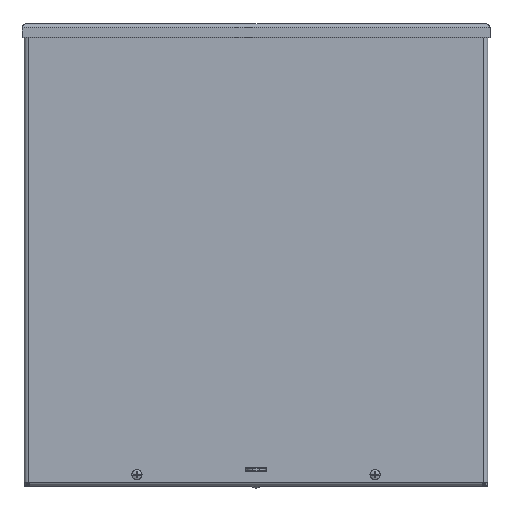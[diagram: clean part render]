
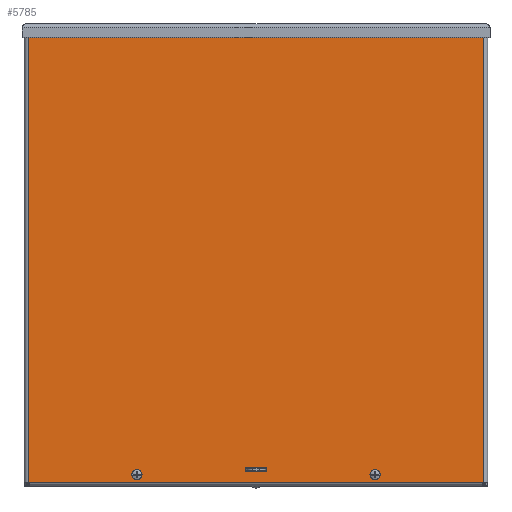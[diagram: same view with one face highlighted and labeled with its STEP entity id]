
A CAD part, top view. The second image highlights one B-rep face of the part: STEP entity #5785.
In plain terms, the highlighted face is planar.
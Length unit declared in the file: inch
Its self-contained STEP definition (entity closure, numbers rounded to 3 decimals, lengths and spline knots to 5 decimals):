
#252=FACE_BOUND('',#1172,.T.);
#253=FACE_BOUND('',#1173,.T.);
#254=FACE_BOUND('',#1174,.T.);
#255=FACE_BOUND('',#1175,.T.);
#256=FACE_BOUND('',#1176,.T.);
#445=PLANE('',#6270);
#753=FACE_OUTER_BOUND('',#1171,.T.);
#1171=EDGE_LOOP('',(#4608,#4609,#4610,#4611));
#1172=EDGE_LOOP('',(#4612));
#1173=EDGE_LOOP('',(#4613));
#1174=EDGE_LOOP('',(#4614,#4615,#4616,#4617,#4618,#4619,#4620,#4621));
#1175=EDGE_LOOP('',(#4622));
#1176=EDGE_LOOP('',(#4623));
#1620=LINE('',#9548,#2078);
#1624=LINE('',#9560,#2082);
#1628=LINE('',#9572,#2086);
#1633=LINE('',#9584,#2091);
#1635=LINE('',#9601,#2093);
#1642=LINE('',#9622,#2100);
#1647=LINE('',#9638,#2105);
#1649=LINE('',#9641,#2107);
#2078=VECTOR('',#7413,0.09375);
#2082=VECTOR('',#7425,0.78125);
#2086=VECTOR('',#7437,0.09375);
#2091=VECTOR('',#7450,0.78125);
#2093=VECTOR('',#7468,17.875);
#2100=VECTOR('',#7495,17.875);
#2105=VECTOR('',#7518,17.8125);
#2107=VECTOR('',#7522,17.8125);
#2360=CIRCLE('',#6223,0.125);
#2362=CIRCLE('',#6226,0.125);
#2363=CIRCLE('',#6228,0.03125);
#2365=CIRCLE('',#6232,0.03125);
#2367=CIRCLE('',#6236,0.03125);
#2369=CIRCLE('',#6240,0.03125);
#2372=CIRCLE('',#6245,0.125);
#2374=CIRCLE('',#6248,0.125);
#2741=VERTEX_POINT('',#9530);
#2743=VERTEX_POINT('',#9535);
#2744=VERTEX_POINT('',#9538);
#2745=VERTEX_POINT('',#9539);
#2748=VERTEX_POINT('',#9547);
#2750=VERTEX_POINT('',#9553);
#2752=VERTEX_POINT('',#9559);
#2754=VERTEX_POINT('',#9565);
#2756=VERTEX_POINT('',#9571);
#2758=VERTEX_POINT('',#9577);
#2761=VERTEX_POINT('',#9588);
#2763=VERTEX_POINT('',#9593);
#2765=VERTEX_POINT('',#9598);
#2766=VERTEX_POINT('',#9600);
#2769=VERTEX_POINT('',#9619);
#2770=VERTEX_POINT('',#9621);
#3371=EDGE_CURVE('',#2741,#2741,#2360,.T.);
#3373=EDGE_CURVE('',#2743,#2743,#2362,.T.);
#3374=EDGE_CURVE('',#2744,#2745,#2363,.T.);
#3378=EDGE_CURVE('',#2748,#2745,#1620,.T.);
#3381=EDGE_CURVE('',#2748,#2750,#2365,.T.);
#3384=EDGE_CURVE('',#2752,#2750,#1624,.T.);
#3387=EDGE_CURVE('',#2752,#2754,#2367,.T.);
#3390=EDGE_CURVE('',#2756,#2754,#1628,.T.);
#3393=EDGE_CURVE('',#2756,#2758,#2369,.T.);
#3397=EDGE_CURVE('',#2744,#2758,#1633,.T.);
#3399=EDGE_CURVE('',#2761,#2761,#2372,.T.);
#3401=EDGE_CURVE('',#2763,#2763,#2374,.T.);
#3404=EDGE_CURVE('',#2766,#2765,#1635,.T.);
#3415=EDGE_CURVE('',#2770,#2769,#1642,.T.);
#3423=EDGE_CURVE('',#2769,#2766,#1647,.T.);
#3425=EDGE_CURVE('',#2765,#2770,#1649,.T.);
#4608=ORIENTED_EDGE('',*,*,#3404,.T.);
#4609=ORIENTED_EDGE('',*,*,#3425,.T.);
#4610=ORIENTED_EDGE('',*,*,#3415,.T.);
#4611=ORIENTED_EDGE('',*,*,#3423,.T.);
#4612=ORIENTED_EDGE('',*,*,#3371,.T.);
#4613=ORIENTED_EDGE('',*,*,#3373,.T.);
#4614=ORIENTED_EDGE('',*,*,#3378,.T.);
#4615=ORIENTED_EDGE('',*,*,#3374,.F.);
#4616=ORIENTED_EDGE('',*,*,#3397,.T.);
#4617=ORIENTED_EDGE('',*,*,#3393,.F.);
#4618=ORIENTED_EDGE('',*,*,#3390,.T.);
#4619=ORIENTED_EDGE('',*,*,#3387,.F.);
#4620=ORIENTED_EDGE('',*,*,#3384,.T.);
#4621=ORIENTED_EDGE('',*,*,#3381,.F.);
#4622=ORIENTED_EDGE('',*,*,#3399,.T.);
#4623=ORIENTED_EDGE('',*,*,#3401,.T.);
#5785=ADVANCED_FACE('',(#753,#252,#253,#254,#255,#256),#445,.F.);
#6223=AXIS2_PLACEMENT_3D('',#9531,#7395,#7396);
#6226=AXIS2_PLACEMENT_3D('',#9536,#7401,#7402);
#6228=AXIS2_PLACEMENT_3D('',#9540,#7405,#7406);
#6232=AXIS2_PLACEMENT_3D('',#9554,#7418,#7419);
#6236=AXIS2_PLACEMENT_3D('',#9566,#7430,#7431);
#6240=AXIS2_PLACEMENT_3D('',#9578,#7442,#7443);
#6245=AXIS2_PLACEMENT_3D('',#9589,#7455,#7456);
#6248=AXIS2_PLACEMENT_3D('',#9594,#7461,#7462);
#6270=AXIS2_PLACEMENT_3D('',#9640,#7520,#7521);
#7395=DIRECTION('center_axis',(0.,0.,1.));
#7396=DIRECTION('ref_axis',(1.,0.,0.));
#7401=DIRECTION('center_axis',(0.,0.,1.));
#7402=DIRECTION('ref_axis',(1.,0.,0.));
#7405=DIRECTION('center_axis',(0.,0.,-1.));
#7406=DIRECTION('ref_axis',(0.707,0.707,0.));
#7413=DIRECTION('',(0.,1.,0.));
#7418=DIRECTION('center_axis',(0.,0.,-1.));
#7419=DIRECTION('ref_axis',(0.707,-0.707,0.));
#7425=DIRECTION('',(1.,0.,0.));
#7430=DIRECTION('center_axis',(0.,0.,-1.));
#7431=DIRECTION('ref_axis',(-0.707,-0.707,0.));
#7437=DIRECTION('',(0.,-1.,0.));
#7442=DIRECTION('center_axis',(0.,0.,-1.));
#7443=DIRECTION('ref_axis',(-0.707,0.707,0.));
#7450=DIRECTION('',(-1.,0.,0.));
#7455=DIRECTION('center_axis',(0.,0.,1.));
#7456=DIRECTION('ref_axis',(1.,0.,0.));
#7461=DIRECTION('center_axis',(0.,0.,1.));
#7462=DIRECTION('ref_axis',(1.,0.,0.));
#7468=DIRECTION('',(0.,-1.,0.));
#7495=DIRECTION('',(0.,1.,0.));
#7518=DIRECTION('',(1.,0.,0.));
#7520=DIRECTION('center_axis',(0.,0.,1.));
#7521=DIRECTION('ref_axis',(1.,0.,0.));
#7522=DIRECTION('',(-1.,0.,0.));
#9530=CARTESIAN_POINT('',(-4.78125,8.625,0.));
#9531=CARTESIAN_POINT('Origin',(-4.65625,8.625,0.));
#9535=CARTESIAN_POINT('',(-4.78125,-8.625,0.));
#9536=CARTESIAN_POINT('Origin',(-4.65625,-8.625,0.));
#9538=CARTESIAN_POINT('',(0.39063,8.50863,0.));
#9539=CARTESIAN_POINT('',(0.42188,8.47738,0.));
#9540=CARTESIAN_POINT('Origin',(0.39063,8.47738,0.));
#9547=CARTESIAN_POINT('',(0.42188,8.38363,0.));
#9548=CARTESIAN_POINT('',(0.42188,4.17619,0.));
#9553=CARTESIAN_POINT('',(0.39063,8.35238,0.));
#9554=CARTESIAN_POINT('Origin',(0.39063,8.38363,0.));
#9559=CARTESIAN_POINT('',(-0.39062,8.35238,0.));
#9560=CARTESIAN_POINT('',(-0.21094,8.35238,0.));
#9565=CARTESIAN_POINT('',(-0.42187,8.38363,0.));
#9566=CARTESIAN_POINT('Origin',(-0.39062,8.38363,0.));
#9571=CARTESIAN_POINT('',(-0.42187,8.47738,0.));
#9572=CARTESIAN_POINT('',(-0.42187,4.25431,0.));
#9577=CARTESIAN_POINT('',(-0.39062,8.50863,0.));
#9578=CARTESIAN_POINT('Origin',(-0.39062,8.47738,0.));
#9584=CARTESIAN_POINT('',(0.21094,8.50863,0.));
#9588=CARTESIAN_POINT('',(4.53125,8.625,0.));
#9589=CARTESIAN_POINT('Origin',(4.65625,8.625,0.));
#9593=CARTESIAN_POINT('',(4.53125,-8.625,0.));
#9594=CARTESIAN_POINT('Origin',(4.65625,-8.625,0.));
#9598=CARTESIAN_POINT('',(8.90625,-8.9375,0.));
#9600=CARTESIAN_POINT('',(8.90625,8.9375,0.));
#9601=CARTESIAN_POINT('',(8.90625,4.46875,0.));
#9619=CARTESIAN_POINT('',(-8.90625,8.9375,0.));
#9621=CARTESIAN_POINT('',(-8.90625,-8.9375,0.));
#9622=CARTESIAN_POINT('',(-8.90625,-4.46875,0.));
#9638=CARTESIAN_POINT('',(-9.059,8.9375,0.));
#9640=CARTESIAN_POINT('Origin',(0.,0.,
0.));
#9641=CARTESIAN_POINT('',(9.059,-8.9375,0.));
